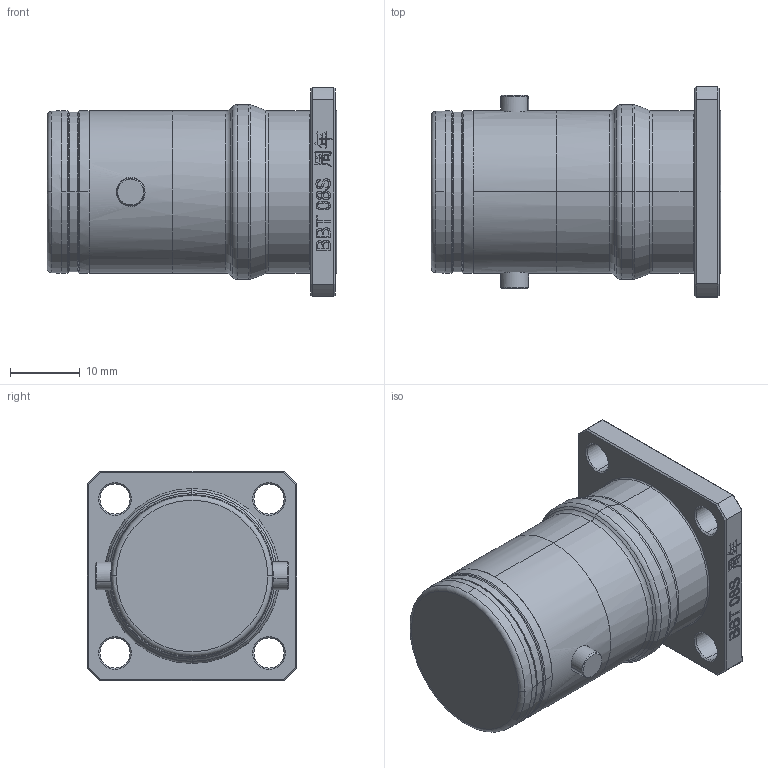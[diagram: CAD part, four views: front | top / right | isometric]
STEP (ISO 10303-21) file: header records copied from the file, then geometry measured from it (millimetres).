
FILE_DESCRIPTION (( 'STEP AP214' ), '1' );
FILE_NAME ('BBT 08S F2222-FV-RD.STEP', '2025-01-20T07:10:52', ( 'Windows 蚚誧' ), ( '' ), 'SwSTEP 2.0', 'SolidWorks 2023', '' );
FILE_SCHEMA (( 'AUTOMOTIVE_DESIGN' ));
Length unit declared in the file: millimetre
Products named in the file (1): BBT 08S F2222-FV-RD
Bounding box: 41.43 x 30 x 30 mm (x, y, z)
Volume: 18480.5 mm3; surface area: 5656.6 mm2
Topology: 1 solids, 3 shells, 416 faces, 1052 edges, 676 vertices
Faces by surface type: plane 177, bspline 139, cylinder 42, cone 32, torus 24, sphere 2
Entity records: 22259 total; most frequent: CARTESIAN_POINT 8945, ORIENTED_EDGE 2100, DIRECTION 1262, EDGE_CURVE 1050, VERTEX_POINT 676, B_SPLINE_CURVE_WITH_KNOTS 487, EDGE_LOOP 462, AXIS2_PLACEMENT_3D 432
